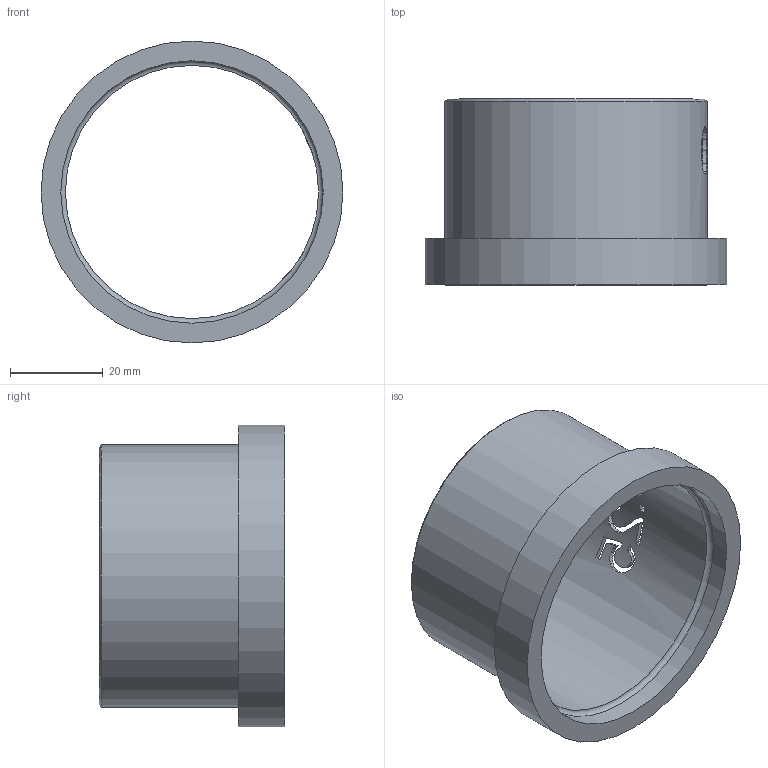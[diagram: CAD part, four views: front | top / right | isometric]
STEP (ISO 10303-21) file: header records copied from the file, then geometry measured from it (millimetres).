
FILE_DESCRIPTION(/* description */ (''),/* implementation_level */ '2;1');
FILE_NAME(/* name */ '0.25Offset v5.step',/* time_stamp */ '2023-09-28T22:45:48-04:00',/* author */ (''),/* organization */ (''),/* preprocessor_version */ 'ST-DEVELOPER v20',/* originating_system */ 'Autodesk Translation Framework v12.14.0.127',/* authorisation */ '');
FILE_SCHEMA (('AUTOMOTIVE_DESIGN { 1 0 10303 214 3 1 1 }'));
Length unit declared in the file: millimetre
Products named in the file (1): 0.25Offset
Bounding box: 65 x 40 x 65 mm (x, y, z)
Volume: 14120.4 mm3; surface area: 15999.6 mm2
Topology: 1 solids, 1 shells, 69 faces, 197 edges, 131 vertices
Faces by surface type: bspline 50, plane 13, cylinder 4, cone 1, torus 1
Full cylindrical faces by diameter (mm): 54.5 x1, 56.5 x2, 65 x1
Entity records: 3350 total; most frequent: CARTESIAN_POINT 1818, ORIENTED_EDGE 394, EDGE_CURVE 197, DIRECTION 161, VERTEX_POINT 131, B_SPLINE_CURVE_WITH_KNOTS 100, EDGE_LOOP 80, LINE 73
